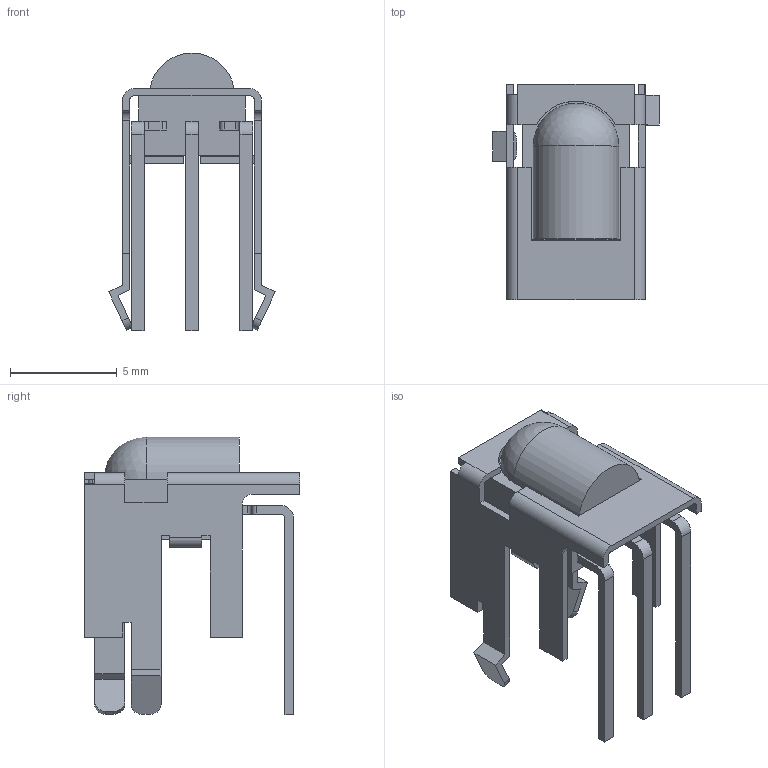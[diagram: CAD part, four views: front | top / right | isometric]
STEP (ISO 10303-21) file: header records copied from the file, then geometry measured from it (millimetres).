
FILE_DESCRIPTION((''),'2;1');
FILE_NAME('TSOPCZ.stp','2012-07-16T12:04:46',(''),(''),'Mechanical Desktop 2009','Mechanical Desktop 2009',', , ');
FILE_SCHEMA(('CONFIG_CONTROL_DESIGN'));
Length unit declared in the file: millimetre
Products named in the file (7): 6.550-5288.1-3-3D; 3.200-5045.0-3-3D; 6.550-5281.1-3-3D; GIESSKÖRPER; ANSCHLUSS1; ANSCHLUSS2; ANSCHLUSS3
Assembly tree (6 placements, depth 3):
  6.550-5288.1-3-3D
    3.200-5045.0-3-3D
    6.550-5281.1-3-3D
      GIESSKÖRPER
      ANSCHLUSS1
      ANSCHLUSS2
      ANSCHLUSS3
Bounding box: 7.8 x 10.1 x 13 mm (x, y, z)
Volume: 188.9 mm3; surface area: 558.8 mm2
Topology: 5 solids, 5 shells, 146 faces, 416 edges, 277 vertices
Faces by surface type: plane 109, cylinder 36, sphere 1
Entity records: 4901 total; most frequent: CARTESIAN_POINT 843, ORIENTED_EDGE 828, DIRECTION 800, EDGE_CURVE 414, VECTOR 334, LINE 334, VERTEX_POINT 276, AXIS2_PLACEMENT_3D 233
